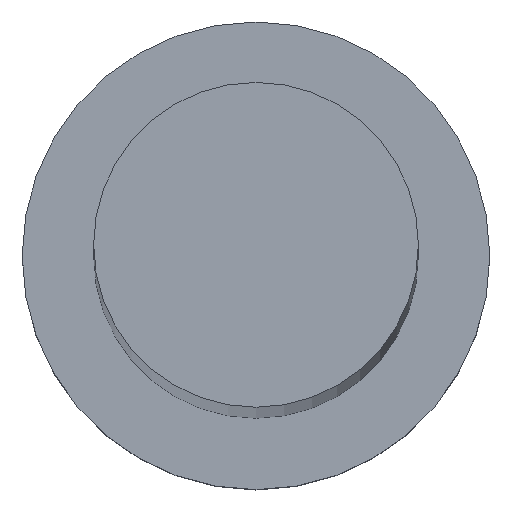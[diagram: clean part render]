
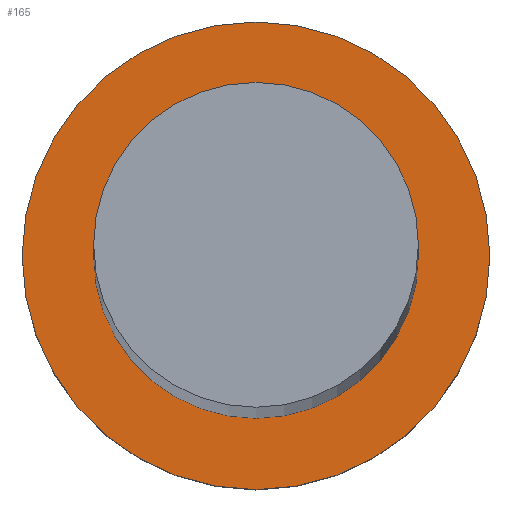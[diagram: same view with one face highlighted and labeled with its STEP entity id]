
A CAD part, top view. The second image highlights one B-rep face of the part: STEP entity #165.
In plain terms, the highlighted planar face has unit normal (0, 0, 1).
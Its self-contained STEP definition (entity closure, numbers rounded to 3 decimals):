
#4 = CARTESIAN_POINT ( 'NONE',  ( -6.25, 0., 7. ) ) ;
#6 = DIRECTION ( 'NONE',  ( 1., 0., 0. ) ) ;
#9 = CARTESIAN_POINT ( 'NONE',  ( 0., 0., 7. ) ) ;
#11 = ORIENTED_EDGE ( 'NONE', *, *, #163, .F. ) ;
#27 = DIRECTION ( 'NONE',  ( 0., 0., 1. ) ) ;
#36 = VERTEX_POINT ( 'NONE', #4 ) ;
#42 = AXIS2_PLACEMENT_3D ( 'NONE', #216, #27, #53 ) ;
#47 = CARTESIAN_POINT ( 'NONE',  ( 0., 0., 7. ) ) ;
#52 = EDGE_CURVE ( 'NONE', #114, #199, #189, .T. ) ;
#53 = DIRECTION ( 'NONE',  ( 1., 0., 0. ) ) ;
#59 = DIRECTION ( 'NONE',  ( 0., 0., 1. ) ) ;
#65 = DIRECTION ( 'NONE',  ( 1., 0., 0. ) ) ;
#71 = CARTESIAN_POINT ( 'NONE',  ( -9., 0., 7. ) ) ;
#72 = EDGE_LOOP ( 'NONE', ( #254, #11 ) ) ;
#88 = EDGE_CURVE ( 'NONE', #199, #114, #93, .T. ) ;
#92 = DIRECTION ( 'NONE',  ( 0., 0., 1. ) ) ;
#93 = CIRCLE ( 'NONE', #160, 9. ) ;
#94 = ORIENTED_EDGE ( 'NONE', *, *, #52, .T. ) ;
#98 = CARTESIAN_POINT ( 'NONE',  ( 9., 0., 7. ) ) ;
#114 = VERTEX_POINT ( 'NONE', #71 ) ;
#115 = DIRECTION ( 'NONE',  ( 0., 0., 1. ) ) ;
#118 = EDGE_CURVE ( 'NONE', #36, #152, #227, .T. ) ;
#133 = PLANE ( 'NONE',  #42 ) ;
#136 = FACE_OUTER_BOUND ( 'NONE', #235, .T. ) ;
#145 = DIRECTION ( 'NONE',  ( 1., 0., 0. ) ) ;
#146 = AXIS2_PLACEMENT_3D ( 'NONE', #47, #230, #6 ) ;
#152 = VERTEX_POINT ( 'NONE', #195 ) ;
#153 = CARTESIAN_POINT ( 'NONE',  ( 0., 0., 7. ) ) ;
#160 = AXIS2_PLACEMENT_3D ( 'NONE', #9, #115, #65 ) ;
#163 = EDGE_CURVE ( 'NONE', #152, #36, #228, .T. ) ;
#164 = CARTESIAN_POINT ( 'NONE',  ( 0., 0., 7. ) ) ;
#165 = ADVANCED_FACE ( 'NONE', ( #236, #136 ), #133, .T. ) ;
#184 = AXIS2_PLACEMENT_3D ( 'NONE', #164, #59, #242 ) ;
#189 = CIRCLE ( 'NONE', #184, 9. ) ;
#195 = CARTESIAN_POINT ( 'NONE',  ( 6.25, 0., 7. ) ) ;
#199 = VERTEX_POINT ( 'NONE', #98 ) ;
#210 = AXIS2_PLACEMENT_3D ( 'NONE', #153, #92, #145 ) ;
#216 = CARTESIAN_POINT ( 'NONE',  ( 0., 0., 7. ) ) ;
#227 = CIRCLE ( 'NONE', #146, 6.25 ) ;
#228 = CIRCLE ( 'NONE', #210, 6.25 ) ;
#230 = DIRECTION ( 'NONE',  ( 0., 0., 1. ) ) ;
#235 = EDGE_LOOP ( 'NONE', ( #94, #238 ) ) ;
#236 = FACE_BOUND ( 'NONE', #72, .T. ) ;
#238 = ORIENTED_EDGE ( 'NONE', *, *, #88, .T. ) ;
#242 = DIRECTION ( 'NONE',  ( 1., 0., 0. ) ) ;
#254 = ORIENTED_EDGE ( 'NONE', *, *, #118, .F. ) ;
